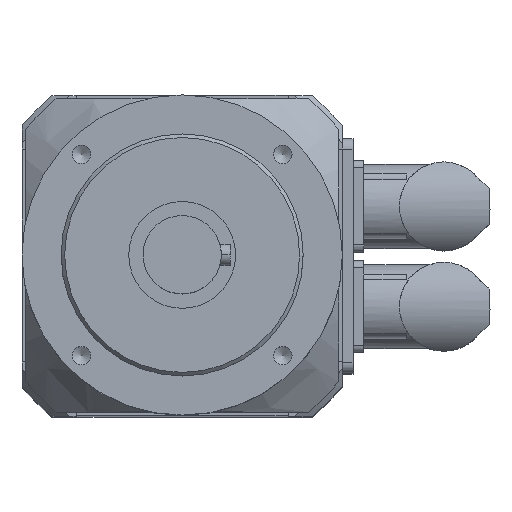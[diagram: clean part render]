
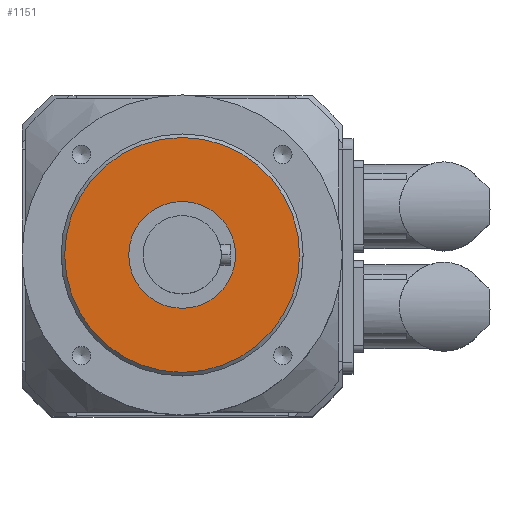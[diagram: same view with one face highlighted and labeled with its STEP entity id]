
A CAD part, top view. The second image highlights one B-rep face of the part: STEP entity #1151.
In plain terms, the highlighted face is planar.
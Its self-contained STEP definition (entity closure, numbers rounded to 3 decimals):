
#265=FACE_BOUND('',#1957,.T.);
#816=CIRCLE('',#6384,15.);
#817=CIRCLE('',#6386,33.);
#1151=ADVANCED_FACE('',(#265,#1551),#1272,.T.);
#1272=PLANE('',#6387);
#1551=FACE_OUTER_BOUND('',#1958,.T.);
#1957=EDGE_LOOP('',(#3708));
#1958=EDGE_LOOP('',(#3709));
#3708=ORIENTED_EDGE('',*,*,#5138,.F.);
#3709=ORIENTED_EDGE('',*,*,#5139,.T.);
#4337=VERTEX_POINT('',#10478);
#4338=VERTEX_POINT('',#10481);
#5138=EDGE_CURVE('',#4337,#4337,#816,.T.);
#5139=EDGE_CURVE('',#4338,#4338,#817,.T.);
#6384=AXIS2_PLACEMENT_3D('',#10477,#7955,#7956);
#6386=AXIS2_PLACEMENT_3D('',#10480,#7959,#7960);
#6387=AXIS2_PLACEMENT_3D('',#10482,#7961,#7962);
#7955=DIRECTION('',(0.,0.,-1.));
#7956=DIRECTION('',(0.,1.,0.));
#7959=DIRECTION('',(0.,0.,-1.));
#7960=DIRECTION('',(0.,1.,0.));
#7961=DIRECTION('',(0.,0.,-1.));
#7962=DIRECTION('',(0.,1.,0.));
#10477=CARTESIAN_POINT('',(0.,0.,
-67.5));
#10478=CARTESIAN_POINT('',(0.,15.,-67.5));
#10480=CARTESIAN_POINT('',(0.,0.,
-67.5));
#10481=CARTESIAN_POINT('',(0.,33.,-67.5));
#10482=CARTESIAN_POINT('',(0.,0.,
-67.5));
